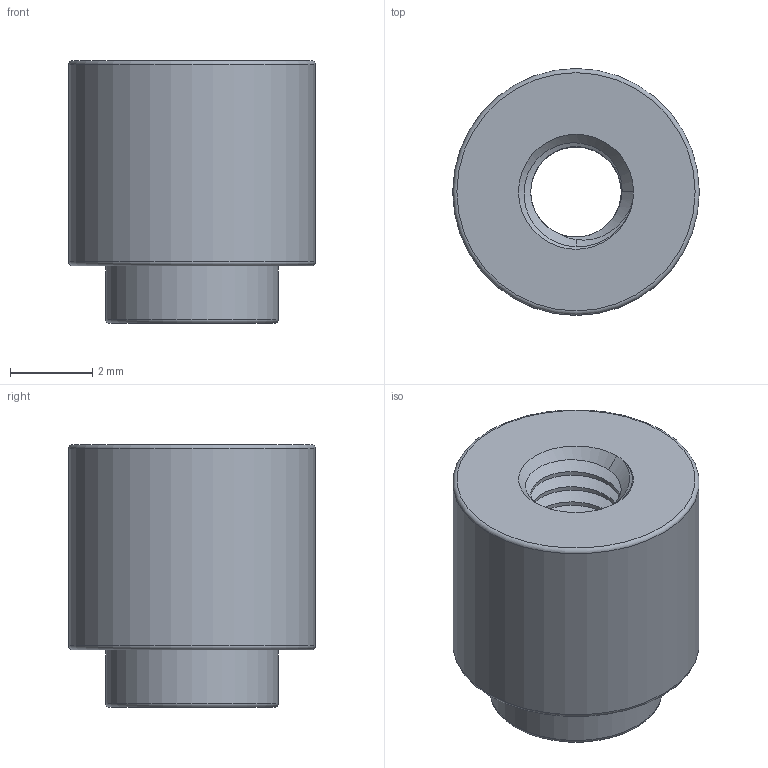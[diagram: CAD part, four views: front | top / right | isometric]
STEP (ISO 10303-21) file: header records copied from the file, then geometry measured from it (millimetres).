
FILE_DESCRIPTION(('FreeCAD Model'),'2;1');
FILE_NAME('Open CASCADE Shape Model','2025-04-21T11:40:20',(''),(''), 'Open CASCADE STEP processor 7.7','FreeCAD','Unknown');
FILE_SCHEMA(('AUTOMOTIVE_DESIGN { 1 0 10303 214 1 1 1 1 }'));
Length unit declared in the file: millimetre
Products named in the file (1): Body
Bounding box: 6 x 6 x 6.4 mm (x, y, z)
Volume: 130.4 mm3; surface area: 242.2 mm2
Topology: 1 solids, 1 shells, 44 faces, 127 edges, 86 vertices
Faces by surface type: bspline 30, cone 5, plane 3, torus 3, cylinder 3
Full cylindrical faces by diameter (mm): 4.2 x1, 6 x1
Entity records: 11051 total; most frequent: CARTESIAN_POINT 9003, ORIENTED_EDGE 254, PCURVE 254, DEFINITIONAL_REPRESENTATION 254, B_SPLINE_CURVE_WITH_KNOTS 229, DIRECTION 196, EDGE_CURVE 127, LINE 127
